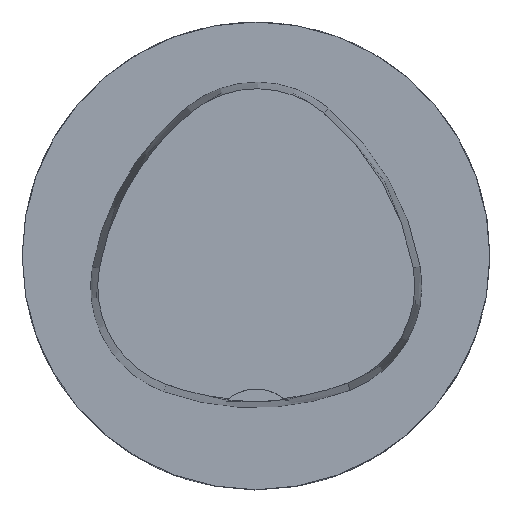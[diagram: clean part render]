
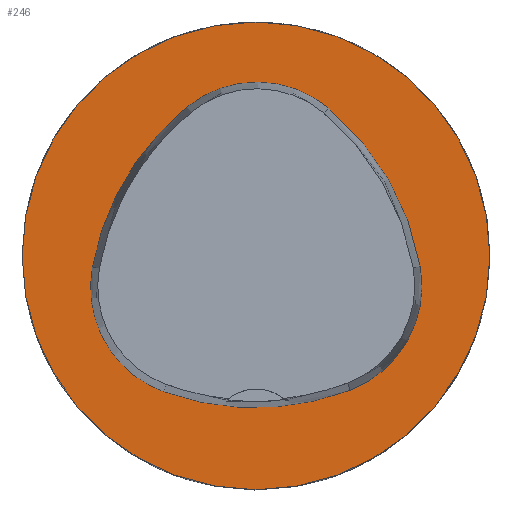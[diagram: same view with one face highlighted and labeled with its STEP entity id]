
A CAD part, top view. The second image highlights one B-rep face of the part: STEP entity #246.
In plain terms, the highlighted planar face has unit normal (0, 0, 1).
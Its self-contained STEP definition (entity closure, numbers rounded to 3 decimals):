
#246=ADVANCED_FACE('',(#517,#518),#307,.T.);
#307=PLANE('',#1497);
#517=FACE_BOUND('',#562,.T.);
#518=FACE_BOUND('',#563,.T.);
#562=EDGE_LOOP('',(#791,#792,#793,#794,#795,#796));
#563=EDGE_LOOP('',(#797));
#791=ORIENTED_EDGE('',*,*,#1218,.T.);
#792=ORIENTED_EDGE('',*,*,#1198,.T.);
#793=ORIENTED_EDGE('',*,*,#1202,.T.);
#794=ORIENTED_EDGE('',*,*,#1205,.T.);
#795=ORIENTED_EDGE('',*,*,#1208,.T.);
#796=ORIENTED_EDGE('',*,*,#1216,.T.);
#797=ORIENTED_EDGE('',*,*,#1189,.F.);
#1052=VERTEX_POINT('',#2328);
#1061=VERTEX_POINT('',#2347);
#1062=VERTEX_POINT('',#2348);
#1065=VERTEX_POINT('',#2356);
#1067=VERTEX_POINT('',#2362);
#1069=VERTEX_POINT('',#2368);
#1076=VERTEX_POINT('',#2389);
#1189=EDGE_CURVE('',#1052,#1052,#1296,.T.);
#1198=EDGE_CURVE('',#1061,#1062,#1297,.T.);
#1202=EDGE_CURVE('',#1062,#1065,#1299,.T.);
#1205=EDGE_CURVE('',#1065,#1067,#1301,.T.);
#1208=EDGE_CURVE('',#1067,#1069,#1303,.T.);
#1216=EDGE_CURVE('',#1069,#1076,#1307,.T.);
#1218=EDGE_CURVE('',#1076,#1061,#1309,.T.);
#1296=CIRCLE('',#1469,31.5);
#1297=CIRCLE('',#1475,36.);
#1299=CIRCLE('',#1478,15.);
#1301=CIRCLE('',#1481,36.);
#1303=CIRCLE('',#1484,15.);
#1307=CIRCLE('',#1489,36.);
#1309=CIRCLE('',#1492,15.);
#1469=AXIS2_PLACEMENT_3D('',#2327,#1735,#1736);
#1475=AXIS2_PLACEMENT_3D('',#2346,#1751,#1752);
#1478=AXIS2_PLACEMENT_3D('',#2355,#1759,#1760);
#1481=AXIS2_PLACEMENT_3D('',#2361,#1766,#1767);
#1484=AXIS2_PLACEMENT_3D('',#2367,#1773,#1774);
#1489=AXIS2_PLACEMENT_3D('',#2390,#1785,#1786);
#1492=AXIS2_PLACEMENT_3D('',#2393,#1791,#1792);
#1497=AXIS2_PLACEMENT_3D('',#2398,#1801,#1802);
#1735=DIRECTION('',(0.,0.,-1.));
#1736=DIRECTION('',(-1.,0.,0.));
#1751=DIRECTION('',(0.,0.,-1.));
#1752=DIRECTION('',(-1.,0.,0.));
#1759=DIRECTION('',(0.,0.,-1.));
#1760=DIRECTION('',(-1.,0.,0.));
#1766=DIRECTION('',(0.,0.,-1.));
#1767=DIRECTION('',(-1.,0.,0.));
#1773=DIRECTION('',(0.,0.,-1.));
#1774=DIRECTION('',(-1.,0.,0.));
#1785=DIRECTION('',(0.,0.,-1.));
#1786=DIRECTION('',(-1.,0.,0.));
#1791=DIRECTION('',(0.,0.,-1.));
#1792=DIRECTION('',(-1.,0.,0.));
#1801=DIRECTION('',(0.,0.,1.));
#1802=DIRECTION('',(1.,0.,0.));
#2327=CARTESIAN_POINT('',(0.,0.,
0.));
#2328=CARTESIAN_POINT('',(-31.5,0.,0.));
#2346=CARTESIAN_POINT('',(13.398,-7.893,0.));
#2347=CARTESIAN_POINT('',(-22.041,-1.562,0.));
#2348=CARTESIAN_POINT('',(-9.317,20.036,0.));
#2355=CARTESIAN_POINT('',(0.148,8.399,0.));
#2356=CARTESIAN_POINT('',(9.779,19.898,0.));
#2361=CARTESIAN_POINT('',(-13.337,-7.7,0.));
#2362=CARTESIAN_POINT('',(22.122,-1.48,0.));
#2367=CARTESIAN_POINT('',(7.347,-4.071,0.));
#2368=CARTESIAN_POINT('',(12.693,-18.087,0.));
#2389=CARTESIAN_POINT('',(-12.373,-18.307,0.));
#2390=CARTESIAN_POINT('',(-0.137,15.55,0.));
#2393=CARTESIAN_POINT('',(-7.275,-4.2,0.));
#2398=CARTESIAN_POINT('',(0.,0.,
0.));
